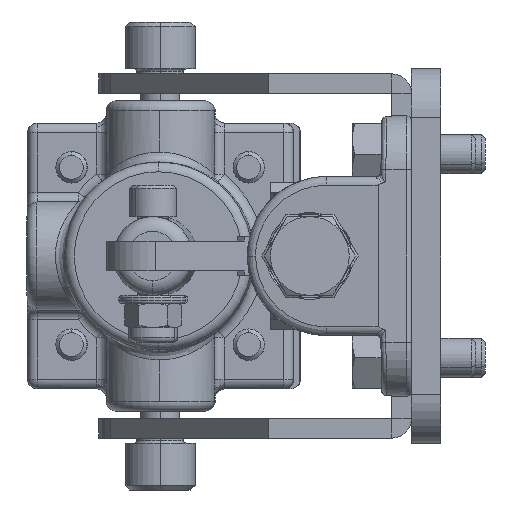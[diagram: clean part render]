
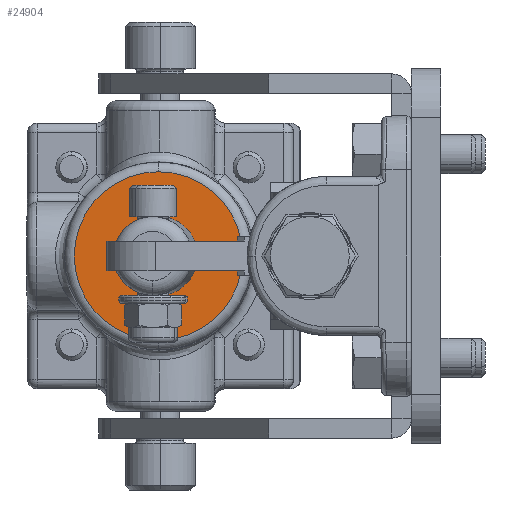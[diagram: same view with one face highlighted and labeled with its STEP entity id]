
A CAD part, left-side view. The second image highlights one B-rep face of the part: STEP entity #24904.
In plain terms, the highlighted planar face has unit normal (-1, 0.015, 0).
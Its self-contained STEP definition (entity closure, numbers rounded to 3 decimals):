
#3666 = VERTEX_POINT ( 'NONE', #13533 ) ;
#3762 = DIRECTION ( 'NONE',  ( 0., 0., -1. ) ) ;
#3940 = CARTESIAN_POINT ( 'NONE',  ( 160.38, 43.369, 0. ) ) ;
#4144 = EDGE_LOOP ( 'NONE', ( #27467, #7137 ) ) ;
#6172 = AXIS2_PLACEMENT_3D ( 'NONE', #30347, #19737, #3762 ) ;
#6476 = DIRECTION ( 'NONE',  ( -1., 0.015, 0. ) ) ;
#6870 = ORIENTED_EDGE ( 'NONE', *, *, #25226, .F. ) ;
#7137 = ORIENTED_EDGE ( 'NONE', *, *, #9539, .T. ) ;
#7408 = CIRCLE ( 'NONE', #19799, 8. ) ;
#9539 = EDGE_CURVE ( 'NONE', #29578, #3666, #34683, .T. ) ;
#10527 = CARTESIAN_POINT ( 'NONE',  ( 160.503, 51.368, 0. ) ) ;
#10747 = EDGE_CURVE ( 'NONE', #3666, #29578, #32025, .T. ) ;
#11174 = DIRECTION ( 'NONE',  ( -1., 0.015, 0. ) ) ;
#11277 = AXIS2_PLACEMENT_3D ( 'NONE', #22456, #6476, #25157 ) ;
#12366 = EDGE_LOOP ( 'NONE', ( #6870, #22896 ) ) ;
#12941 = CARTESIAN_POINT ( 'NONE',  ( 160.503, 51.368, 0. ) ) ;
#13077 = CIRCLE ( 'NONE', #29000, 8. ) ;
#13212 = DIRECTION ( 'NONE',  ( -0.015, -1., 0. ) ) ;
#13533 = CARTESIAN_POINT ( 'NONE',  ( 160.503, 51.368, -17.1 ) ) ;
#13699 = FACE_OUTER_BOUND ( 'NONE', #4144, .T. ) ;
#13973 = VERTEX_POINT ( 'NONE', #3940 ) ;
#15283 = VERTEX_POINT ( 'NONE', #28824 ) ;
#15627 = DIRECTION ( 'NONE',  ( -0.015, -1., 0. ) ) ;
#19737 = DIRECTION ( 'NONE',  ( 1., -0.015, 0. ) ) ;
#19799 = AXIS2_PLACEMENT_3D ( 'NONE', #10527, #29158, #13212 ) ;
#20616 = CARTESIAN_POINT ( 'NONE',  ( 160.503, 51.368, 17.1 ) ) ;
#22456 = CARTESIAN_POINT ( 'NONE',  ( 160.503, 51.368, 0. ) ) ;
#22690 = AXIS2_PLACEMENT_3D ( 'NONE', #27137, #11174, #29780 ) ;
#22896 = ORIENTED_EDGE ( 'NONE', *, *, #27820, .F. ) ;
#24904 = ADVANCED_FACE ( 'NONE', ( #34141, #13699 ), #32928, .F. ) ;
#25157 = DIRECTION ( 'NONE',  ( 0., 0., -1. ) ) ;
#25226 = EDGE_CURVE ( 'NONE', #13973, #15283, #7408, .T. ) ;
#27137 = CARTESIAN_POINT ( 'NONE',  ( 160.503, 51.368, 0. ) ) ;
#27467 = ORIENTED_EDGE ( 'NONE', *, *, #10747, .T. ) ;
#27820 = EDGE_CURVE ( 'NONE', #15283, #13973, #13077, .T. ) ;
#28824 = CARTESIAN_POINT ( 'NONE',  ( 160.626, 59.367, 0. ) ) ;
#29000 = AXIS2_PLACEMENT_3D ( 'NONE', #12941, #31573, #15627 ) ;
#29158 = DIRECTION ( 'NONE',  ( -1., 0.015, 0. ) ) ;
#29578 = VERTEX_POINT ( 'NONE', #20616 ) ;
#29780 = DIRECTION ( 'NONE',  ( 0., 0., -1. ) ) ;
#30347 = CARTESIAN_POINT ( 'NONE',  ( 160.503, 51.368, 0. ) ) ;
#31573 = DIRECTION ( 'NONE',  ( -1., 0.015, 0. ) ) ;
#32025 = CIRCLE ( 'NONE', #22690, 17.1 ) ;
#32928 = PLANE ( 'NONE',  #6172 ) ;
#34141 = FACE_BOUND ( 'NONE', #12366, .T. ) ;
#34683 = CIRCLE ( 'NONE', #11277, 17.1 ) ;
